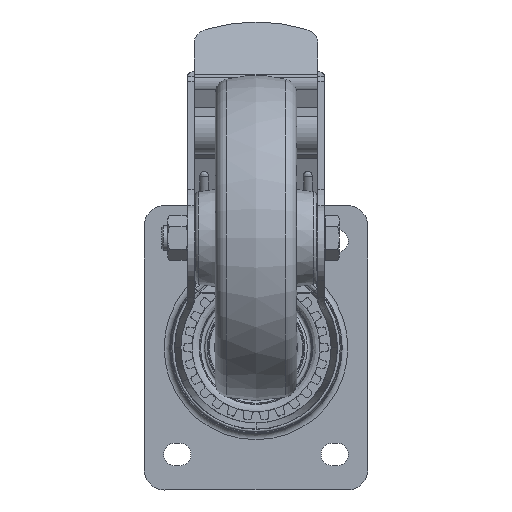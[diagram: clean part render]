
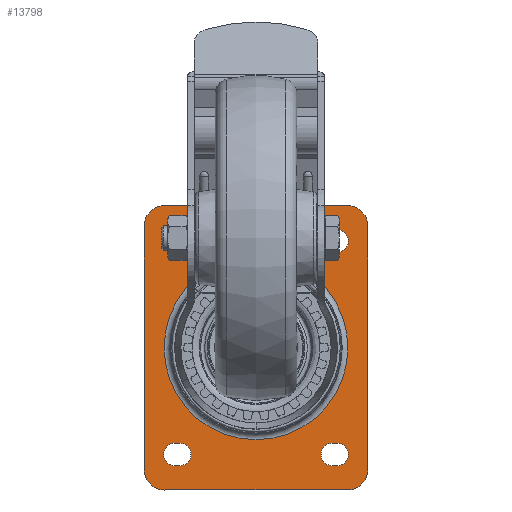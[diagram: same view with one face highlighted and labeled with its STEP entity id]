
A CAD part, front view. The second image highlights one B-rep face of the part: STEP entity #13798.
In plain terms, the highlighted planar face has unit normal (0, -1, 0).
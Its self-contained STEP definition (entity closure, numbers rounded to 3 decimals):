
#1336=LINE('',#31338,#2181);
#1338=LINE('',#31344,#2183);
#1342=LINE('',#31354,#2187);
#1344=LINE('',#31360,#2189);
#1348=LINE('',#31370,#2193);
#1350=LINE('',#31376,#2195);
#1354=LINE('',#31386,#2199);
#1356=LINE('',#31392,#2201);
#1360=LINE('',#31402,#2205);
#1363=LINE('',#31410,#2208);
#1366=LINE('',#31418,#2211);
#1368=LINE('',#31424,#2213);
#2181=VECTOR('',#18724,2.5);
#2183=VECTOR('',#18732,2.5);
#2187=VECTOR('',#18742,2.5);
#2189=VECTOR('',#18750,2.5);
#2193=VECTOR('',#18760,2.5);
#2195=VECTOR('',#18768,2.5);
#2199=VECTOR('',#18778,2.5);
#2201=VECTOR('',#18786,2.5);
#2205=VECTOR('',#18796,90.);
#2208=VECTOR('',#18805,120.);
#2211=VECTOR('',#18814,90.);
#2213=VECTOR('',#18822,120.);
#2484=PLANE('',#15202);
#2652=FACE_BOUND('',#4243,.T.);
#2653=FACE_BOUND('',#4244,.T.);
#2654=FACE_BOUND('',#4245,.T.);
#2655=FACE_BOUND('',#4246,.T.);
#2656=FACE_BOUND('',#4247,.T.);
#3407=FACE_OUTER_BOUND('',#4242,.T.);
#4242=EDGE_LOOP('',(#12009,#12010,#12011,#12012,#12013,#12014,#12015,#12016));
#4243=EDGE_LOOP('',(#12017,#12018,#12019,#12020));
#4244=EDGE_LOOP('',(#12021,#12022,#12023,#12024));
#4245=EDGE_LOOP('',(#12025,#12026,#12027,#12028));
#4246=EDGE_LOOP('',(#12029,#12030,#12031,#12032));
#4247=EDGE_LOOP('',(#12033));
#4458=CIRCLE('',#14214,45.25);
#4946=CIRCLE('',#15167,5.5);
#4947=CIRCLE('',#15170,5.5);
#4948=CIRCLE('',#15173,5.5);
#4949=CIRCLE('',#15176,5.5);
#4950=CIRCLE('',#15179,5.5);
#4951=CIRCLE('',#15182,5.5);
#4952=CIRCLE('',#15185,5.5);
#4953=CIRCLE('',#15188,5.5);
#4954=CIRCLE('',#15191,10.);
#4955=CIRCLE('',#15194,10.);
#4956=CIRCLE('',#15197,10.);
#4957=CIRCLE('',#15200,10.);
#5228=VERTEX_POINT('',#20173);
#6218=VERTEX_POINT('',#31330);
#6219=VERTEX_POINT('',#31332);
#6220=VERTEX_POINT('',#31336);
#6221=VERTEX_POINT('',#31340);
#6222=VERTEX_POINT('',#31346);
#6223=VERTEX_POINT('',#31348);
#6224=VERTEX_POINT('',#31352);
#6225=VERTEX_POINT('',#31356);
#6226=VERTEX_POINT('',#31362);
#6227=VERTEX_POINT('',#31364);
#6228=VERTEX_POINT('',#31368);
#6229=VERTEX_POINT('',#31372);
#6230=VERTEX_POINT('',#31378);
#6231=VERTEX_POINT('',#31380);
#6232=VERTEX_POINT('',#31384);
#6233=VERTEX_POINT('',#31388);
#6234=VERTEX_POINT('',#31394);
#6235=VERTEX_POINT('',#31396);
#6236=VERTEX_POINT('',#31400);
#6237=VERTEX_POINT('',#31404);
#6238=VERTEX_POINT('',#31408);
#6239=VERTEX_POINT('',#31412);
#6240=VERTEX_POINT('',#31416);
#6241=VERTEX_POINT('',#31420);
#6629=EDGE_CURVE('',#5228,#5228,#4458,.T.);
#8130=EDGE_CURVE('',#6218,#6219,#4946,.T.);
#8132=EDGE_CURVE('',#6219,#6220,#1336,.T.);
#8134=EDGE_CURVE('',#6220,#6221,#4947,.T.);
#8135=EDGE_CURVE('',#6221,#6218,#1338,.T.);
#8138=EDGE_CURVE('',#6222,#6223,#4948,.T.);
#8140=EDGE_CURVE('',#6223,#6224,#1342,.T.);
#8142=EDGE_CURVE('',#6224,#6225,#4949,.T.);
#8143=EDGE_CURVE('',#6225,#6222,#1344,.T.);
#8146=EDGE_CURVE('',#6226,#6227,#4950,.T.);
#8148=EDGE_CURVE('',#6227,#6228,#1348,.T.);
#8150=EDGE_CURVE('',#6228,#6229,#4951,.T.);
#8151=EDGE_CURVE('',#6229,#6226,#1350,.T.);
#8154=EDGE_CURVE('',#6230,#6231,#4952,.T.);
#8156=EDGE_CURVE('',#6231,#6232,#1354,.T.);
#8158=EDGE_CURVE('',#6232,#6233,#4953,.T.);
#8159=EDGE_CURVE('',#6233,#6230,#1356,.T.);
#8161=EDGE_CURVE('',#6235,#6234,#4954,.T.);
#8164=EDGE_CURVE('',#6234,#6236,#1360,.T.);
#8166=EDGE_CURVE('',#6236,#6237,#4955,.T.);
#8168=EDGE_CURVE('',#6237,#6238,#1363,.T.);
#8170=EDGE_CURVE('',#6238,#6239,#4956,.T.);
#8172=EDGE_CURVE('',#6239,#6240,#1366,.T.);
#8174=EDGE_CURVE('',#6240,#6241,#4957,.T.);
#8175=EDGE_CURVE('',#6241,#6235,#1368,.T.);
#12009=ORIENTED_EDGE('',*,*,#8174,.T.);
#12010=ORIENTED_EDGE('',*,*,#8175,.T.);
#12011=ORIENTED_EDGE('',*,*,#8161,.T.);
#12012=ORIENTED_EDGE('',*,*,#8164,.T.);
#12013=ORIENTED_EDGE('',*,*,#8166,.T.);
#12014=ORIENTED_EDGE('',*,*,#8168,.T.);
#12015=ORIENTED_EDGE('',*,*,#8170,.T.);
#12016=ORIENTED_EDGE('',*,*,#8172,.T.);
#12017=ORIENTED_EDGE('',*,*,#8158,.T.);
#12018=ORIENTED_EDGE('',*,*,#8159,.T.);
#12019=ORIENTED_EDGE('',*,*,#8154,.T.);
#12020=ORIENTED_EDGE('',*,*,#8156,.T.);
#12021=ORIENTED_EDGE('',*,*,#8150,.T.);
#12022=ORIENTED_EDGE('',*,*,#8151,.T.);
#12023=ORIENTED_EDGE('',*,*,#8146,.T.);
#12024=ORIENTED_EDGE('',*,*,#8148,.T.);
#12025=ORIENTED_EDGE('',*,*,#8142,.T.);
#12026=ORIENTED_EDGE('',*,*,#8143,.T.);
#12027=ORIENTED_EDGE('',*,*,#8138,.T.);
#12028=ORIENTED_EDGE('',*,*,#8140,.T.);
#12029=ORIENTED_EDGE('',*,*,#8134,.T.);
#12030=ORIENTED_EDGE('',*,*,#8135,.T.);
#12031=ORIENTED_EDGE('',*,*,#8130,.T.);
#12032=ORIENTED_EDGE('',*,*,#8132,.T.);
#12033=ORIENTED_EDGE('',*,*,#6629,.T.);
#13798=ADVANCED_FACE('',(#3407,#2652,#2653,#2654,#2655,#2656),#2484,.T.);
#14214=AXIS2_PLACEMENT_3D('',#20174,#16126,#16127);
#15167=AXIS2_PLACEMENT_3D('',#31334,#18719,#18720);
#15170=AXIS2_PLACEMENT_3D('',#31342,#18728,#18729);
#15173=AXIS2_PLACEMENT_3D('',#31350,#18737,#18738);
#15176=AXIS2_PLACEMENT_3D('',#31358,#18746,#18747);
#15179=AXIS2_PLACEMENT_3D('',#31366,#18755,#18756);
#15182=AXIS2_PLACEMENT_3D('',#31374,#18764,#18765);
#15185=AXIS2_PLACEMENT_3D('',#31382,#18773,#18774);
#15188=AXIS2_PLACEMENT_3D('',#31390,#18782,#18783);
#15191=AXIS2_PLACEMENT_3D('',#31397,#18790,#18791);
#15194=AXIS2_PLACEMENT_3D('',#31406,#18800,#18801);
#15197=AXIS2_PLACEMENT_3D('',#31414,#18809,#18810);
#15200=AXIS2_PLACEMENT_3D('',#31422,#18818,#18819);
#15202=AXIS2_PLACEMENT_3D('',#31425,#18823,#18824);
#16126=DIRECTION('center_axis',(0.,1.,0.));
#16127=DIRECTION('ref_axis',(1.,0.,0.));
#18719=DIRECTION('center_axis',(0.,1.,0.));
#18720=DIRECTION('ref_axis',(0.,0.,-1.));
#18724=DIRECTION('',(1.,0.,0.));
#18728=DIRECTION('center_axis',(0.,1.,0.));
#18729=DIRECTION('ref_axis',(0.,0.,-1.));
#18732=DIRECTION('',(-1.,0.,0.));
#18737=DIRECTION('center_axis',(0.,1.,0.));
#18738=DIRECTION('ref_axis',(0.,0.,-1.));
#18742=DIRECTION('',(1.,0.,0.));
#18746=DIRECTION('center_axis',(0.,1.,0.));
#18747=DIRECTION('ref_axis',(0.,0.,-1.));
#18750=DIRECTION('',(-1.,0.,0.));
#18755=DIRECTION('center_axis',(0.,1.,0.));
#18756=DIRECTION('ref_axis',(0.,0.,-1.));
#18760=DIRECTION('',(1.,0.,0.));
#18764=DIRECTION('center_axis',(0.,1.,0.));
#18765=DIRECTION('ref_axis',(0.,0.,-1.));
#18768=DIRECTION('',(-1.,0.,0.));
#18773=DIRECTION('center_axis',(0.,1.,0.));
#18774=DIRECTION('ref_axis',(0.,0.,-1.));
#18778=DIRECTION('',(1.,0.,0.));
#18782=DIRECTION('center_axis',(0.,1.,0.));
#18783=DIRECTION('ref_axis',(0.,0.,-1.));
#18786=DIRECTION('',(-1.,0.,0.));
#18790=DIRECTION('center_axis',(0.,-1.,0.));
#18791=DIRECTION('ref_axis',(0.,0.,-1.));
#18796=DIRECTION('',(1.,0.,0.));
#18800=DIRECTION('center_axis',(0.,-1.,0.));
#18801=DIRECTION('ref_axis',(0.,0.,-1.));
#18805=DIRECTION('',(0.,0.,1.));
#18809=DIRECTION('center_axis',(0.,-1.,0.));
#18810=DIRECTION('ref_axis',(0.,0.,-1.));
#18814=DIRECTION('',(-1.,0.,0.));
#18818=DIRECTION('center_axis',(0.,-1.,0.));
#18819=DIRECTION('ref_axis',(0.,0.,-1.));
#18822=DIRECTION('',(0.,0.,-1.));
#18823=DIRECTION('center_axis',(0.,-1.,0.));
#18824=DIRECTION('ref_axis',(0.,0.,-1.));
#20173=CARTESIAN_POINT('',(45.25,1.5,0.));
#20174=CARTESIAN_POINT('Origin',(0.,1.5,
0.));
#31330=CARTESIAN_POINT('',(37.5,1.5,-58.));
#31332=CARTESIAN_POINT('',(37.5,1.5,-47.));
#31334=CARTESIAN_POINT('Origin',(37.5,1.5,-52.5));
#31336=CARTESIAN_POINT('',(40.,1.5,-47.));
#31338=CARTESIAN_POINT('',(0.,1.5,-47.));
#31340=CARTESIAN_POINT('',(40.,1.5,-58.));
#31342=CARTESIAN_POINT('Origin',(40.,1.5,-52.5));
#31344=CARTESIAN_POINT('',(0.,1.5,-58.));
#31346=CARTESIAN_POINT('',(-40.,1.5,-58.));
#31348=CARTESIAN_POINT('',(-40.,1.5,-47.));
#31350=CARTESIAN_POINT('Origin',(-40.,1.5,-52.5));
#31352=CARTESIAN_POINT('',(-37.5,1.5,-47.));
#31354=CARTESIAN_POINT('',(0.,1.5,-47.));
#31356=CARTESIAN_POINT('',(-37.5,1.5,-58.));
#31358=CARTESIAN_POINT('Origin',(-37.5,1.5,-52.5));
#31360=CARTESIAN_POINT('',(0.,1.5,-58.));
#31362=CARTESIAN_POINT('',(-40.,1.5,47.));
#31364=CARTESIAN_POINT('',(-40.,1.5,58.));
#31366=CARTESIAN_POINT('Origin',(-40.,1.5,52.5));
#31368=CARTESIAN_POINT('',(-37.5,1.5,58.));
#31370=CARTESIAN_POINT('',(0.,1.5,58.));
#31372=CARTESIAN_POINT('',(-37.5,1.5,47.));
#31374=CARTESIAN_POINT('Origin',(-37.5,1.5,52.5));
#31376=CARTESIAN_POINT('',(0.,1.5,47.));
#31378=CARTESIAN_POINT('',(37.5,1.5,47.));
#31380=CARTESIAN_POINT('',(37.5,1.5,58.));
#31382=CARTESIAN_POINT('Origin',(37.5,1.5,52.5));
#31384=CARTESIAN_POINT('',(40.,1.5,58.));
#31386=CARTESIAN_POINT('',(0.,1.5,58.));
#31388=CARTESIAN_POINT('',(40.,1.5,47.));
#31390=CARTESIAN_POINT('Origin',(40.,1.5,52.5));
#31392=CARTESIAN_POINT('',(0.,1.5,47.));
#31394=CARTESIAN_POINT('',(-45.,1.5,-70.));
#31396=CARTESIAN_POINT('',(-55.,1.5,-60.));
#31397=CARTESIAN_POINT('Origin',(-45.,1.5,-60.));
#31400=CARTESIAN_POINT('',(45.,1.5,-70.));
#31402=CARTESIAN_POINT('',(0.,1.5,-70.));
#31404=CARTESIAN_POINT('',(55.,1.5,-60.));
#31406=CARTESIAN_POINT('Origin',(45.,1.5,-60.));
#31408=CARTESIAN_POINT('',(55.,1.5,60.));
#31410=CARTESIAN_POINT('',(55.,1.5,0.));
#31412=CARTESIAN_POINT('',(45.,1.5,70.));
#31414=CARTESIAN_POINT('Origin',(45.,1.5,60.));
#31416=CARTESIAN_POINT('',(-45.,1.5,70.));
#31418=CARTESIAN_POINT('',(0.,1.5,70.));
#31420=CARTESIAN_POINT('',(-55.,1.5,60.));
#31422=CARTESIAN_POINT('Origin',(-45.,1.5,60.));
#31424=CARTESIAN_POINT('',(-55.,1.5,0.));
#31425=CARTESIAN_POINT('Origin',(0.,1.5,0.));
